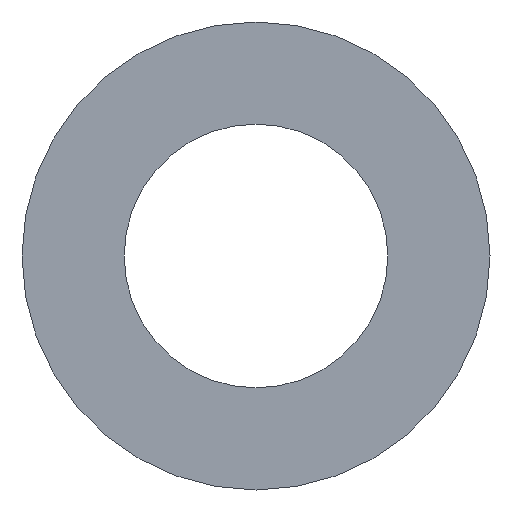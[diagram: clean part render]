
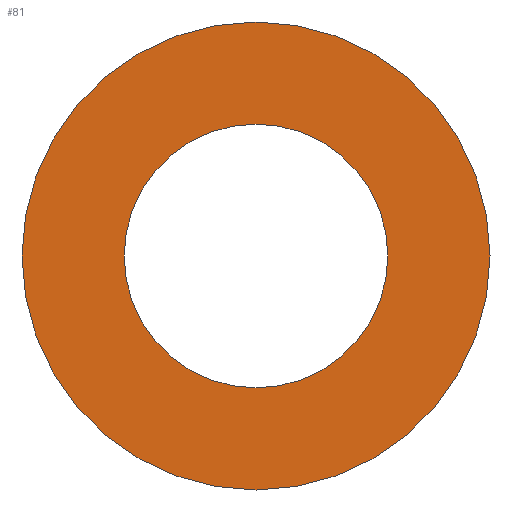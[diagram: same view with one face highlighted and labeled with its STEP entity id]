
A CAD part, front view. The second image highlights one B-rep face of the part: STEP entity #81.
In plain terms, the highlighted planar face has unit normal (0, -1, 0).
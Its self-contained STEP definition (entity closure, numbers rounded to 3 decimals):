
#5 = EDGE_CURVE ( 'NONE', #86, #70, #196, .T. ) ;
#13 = AXIS2_PLACEMENT_3D ( 'NONE', #109, #137, #50 ) ;
#15 = ORIENTED_EDGE ( 'NONE', *, *, #90, .T. ) ;
#21 = EDGE_CURVE ( 'NONE', #147, #159, #36, .T. ) ;
#25 = CARTESIAN_POINT ( 'NONE',  ( 0., 0., -2.75 ) ) ;
#27 = DIRECTION ( 'NONE',  ( 0., 0., 1. ) ) ;
#36 = CIRCLE ( 'NONE', #153, 2.75 ) ;
#39 = ORIENTED_EDGE ( 'NONE', *, *, #179, .F. ) ;
#42 = CARTESIAN_POINT ( 'NONE',  ( 0., 0., -1.55 ) ) ;
#50 = DIRECTION ( 'NONE',  ( 0., 0., 1. ) ) ;
#61 = DIRECTION ( 'NONE',  ( 0., 1., 0. ) ) ;
#70 = VERTEX_POINT ( 'NONE', #125 ) ;
#75 = DIRECTION ( 'NONE',  ( 0., 0., 1. ) ) ;
#77 = ORIENTED_EDGE ( 'NONE', *, *, #5, .T. ) ;
#81 = ADVANCED_FACE ( 'NONE', ( #185, #128 ), #113, .F. ) ;
#86 = VERTEX_POINT ( 'NONE', #42 ) ;
#90 = EDGE_CURVE ( 'NONE', #70, #86, #204, .T. ) ;
#94 = CARTESIAN_POINT ( 'NONE',  ( 0., 0., 0. ) ) ;
#109 = CARTESIAN_POINT ( 'NONE',  ( 0., 0., 0. ) ) ;
#113 = PLANE ( 'NONE',  #188 ) ;
#117 = AXIS2_PLACEMENT_3D ( 'NONE', #205, #183, #190 ) ;
#122 = CIRCLE ( 'NONE', #169, 2.75 ) ;
#125 = CARTESIAN_POINT ( 'NONE',  ( 0., 0., 1.55 ) ) ;
#128 = FACE_BOUND ( 'NONE', #201, .T. ) ;
#137 = DIRECTION ( 'NONE',  ( 0., 1., 0. ) ) ;
#144 = EDGE_LOOP ( 'NONE', ( #198, #39 ) ) ;
#147 = VERTEX_POINT ( 'NONE', #25 ) ;
#153 = AXIS2_PLACEMENT_3D ( 'NONE', #94, #61, #75 ) ;
#158 = CARTESIAN_POINT ( 'NONE',  ( 0., 0., 0. ) ) ;
#159 = VERTEX_POINT ( 'NONE', #202 ) ;
#169 = AXIS2_PLACEMENT_3D ( 'NONE', #158, #187, #209 ) ;
#174 = CARTESIAN_POINT ( 'NONE',  ( 0., 0., 0. ) ) ;
#179 = EDGE_CURVE ( 'NONE', #159, #147, #122, .T. ) ;
#183 = DIRECTION ( 'NONE',  ( 0., 1., 0. ) ) ;
#185 = FACE_OUTER_BOUND ( 'NONE', #144, .T. ) ;
#186 = DIRECTION ( 'NONE',  ( 0., 1., 0. ) ) ;
#187 = DIRECTION ( 'NONE',  ( 0., 1., 0. ) ) ;
#188 = AXIS2_PLACEMENT_3D ( 'NONE', #174, #186, #27 ) ;
#190 = DIRECTION ( 'NONE',  ( 0., 0., 1. ) ) ;
#196 = CIRCLE ( 'NONE', #13, 1.55 ) ;
#198 = ORIENTED_EDGE ( 'NONE', *, *, #21, .F. ) ;
#201 = EDGE_LOOP ( 'NONE', ( #77, #15 ) ) ;
#202 = CARTESIAN_POINT ( 'NONE',  ( 0., 0., 2.75 ) ) ;
#204 = CIRCLE ( 'NONE', #117, 1.55 ) ;
#205 = CARTESIAN_POINT ( 'NONE',  ( 0., 0., 0. ) ) ;
#209 = DIRECTION ( 'NONE',  ( 0., 0., 1. ) ) ;
